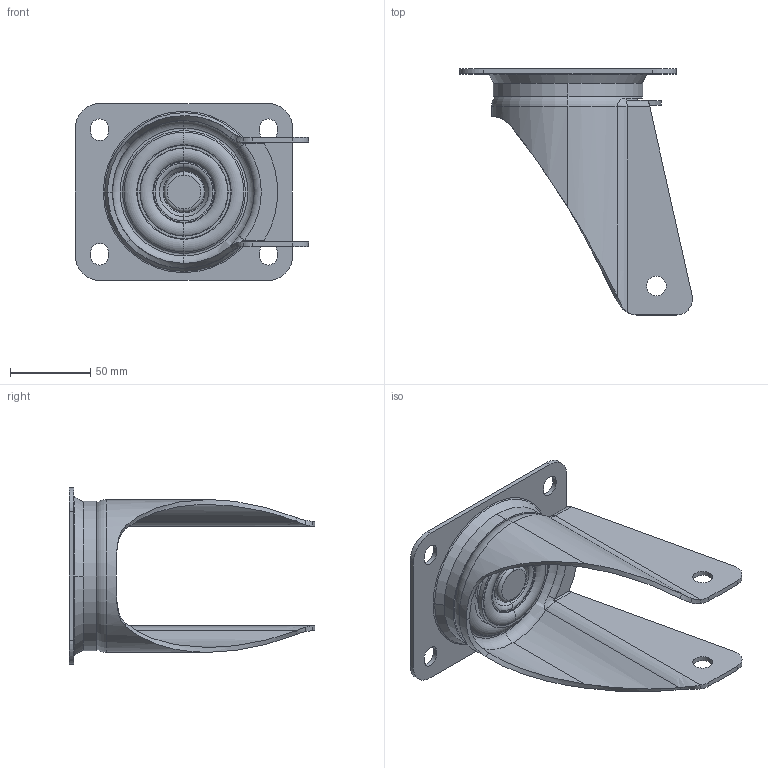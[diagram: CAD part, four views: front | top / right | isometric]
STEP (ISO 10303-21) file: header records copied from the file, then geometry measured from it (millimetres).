
FILE_DESCRIPTION (( 'STEP AP214' ), '1' );
FILE_NAME ('0055259.step', '2023-03-07T08:22:33', ( '' ), ( '' ), 'SwSTEP 2.0', 'SolidWorks 2020', '' );
FILE_SCHEMA (( 'AUTOMOTIVE_DESIGN' ));
Length unit declared in the file: millimetre
Products named in the file (1): 0055259
Bounding box: 144.98 x 153 x 110 mm (x, y, z)
Surface area: 84335.5 mm2 (no closed solid volume)
Topology: 0 solids, 9 shells, 152 faces, 367 edges, 222 vertices
Faces by surface type: cylinder 38, torus 38, plane 32, bspline 22, cone 18, sphere 4
Entity records: 8942 total; most frequent: CARTESIAN_POINT 3814, DIRECTION 740, ORIENTED_EDGE 682, EDGE_CURVE 359, AXIS2_PLACEMENT_3D 317, VERTEX_POINT 218, CIRCLE 186, EDGE_LOOP 172
